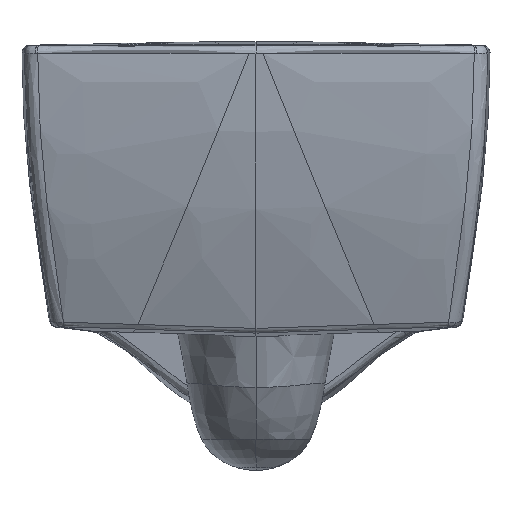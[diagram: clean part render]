
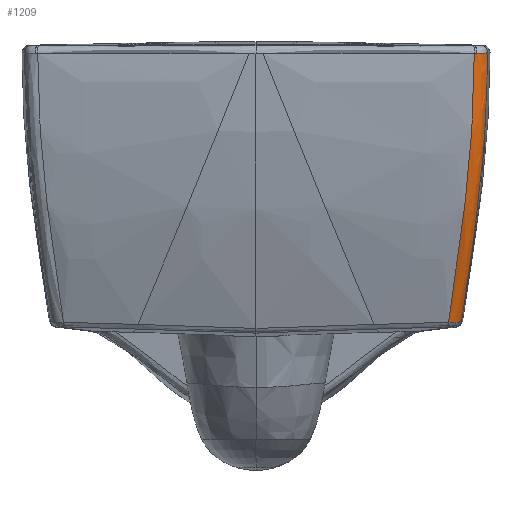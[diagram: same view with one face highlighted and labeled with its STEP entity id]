
A CAD part, front view. The second image highlights one B-rep face of the part: STEP entity #1209.
In plain terms, the highlighted free-form (B-spline) face has degree [3, 2] with [8, 3] control points.
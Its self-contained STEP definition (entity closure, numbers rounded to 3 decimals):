
#193=(
BOUNDED_SURFACE()
B_SPLINE_SURFACE(3,2,((#31427,#31428,#31429),(#31430,#31431,#31432),(#31433,
#31434,#31435),(#31436,#31437,#31438),(#31439,#31440,#31441),(#31442,#31443,
#31444),(#31445,#31446,#31447),(#31448,#31449,#31450)),.UNSPECIFIED.,.F.,
 .F.,.F.)
B_SPLINE_SURFACE_WITH_KNOTS((4,2,2,4),(3,3),(0.,0.5,0.75,1.),(0.,1.),
 .UNSPECIFIED.)
GEOMETRIC_REPRESENTATION_ITEM()
RATIONAL_B_SPLINE_SURFACE(((1.,0.765,1.),(1.,0.762,
1.),(1.,0.758,1.),(1.,0.752,1.),(1.,0.75,
1.),(1.,0.747,1.),(1.,0.746,1.),(1.,0.746,
1.)))
REPRESENTATION_ITEM('')
SURFACE()
);
#622=B_SPLINE_CURVE_WITH_KNOTS('',3,(#31389,#31390,#31391,#31392,#31393,
#31394),.UNSPECIFIED.,.F.,.F.,(4,2,4),(0.,0.5,1.),.UNSPECIFIED.);
#623=B_SPLINE_CURVE_WITH_KNOTS('',3,(#31395,#31396,#31397,#31398),
 .UNSPECIFIED.,.F.,.F.,(4,4),(0.,1.),.UNSPECIFIED.);
#624=B_SPLINE_CURVE_WITH_KNOTS('',3,(#31400,#31401,#31402,#31403),
 .UNSPECIFIED.,.F.,.F.,(4,4),(0.,1.),.UNSPECIFIED.);
#625=B_SPLINE_CURVE_WITH_KNOTS('',3,(#31405,#31406,#31407,#31408,#31409,
#31410),.UNSPECIFIED.,.F.,.F.,(4,2,4),(0.,0.5,1.),.UNSPECIFIED.);
#626=B_SPLINE_CURVE_WITH_KNOTS('',3,(#31412,#31413,#31414,#31415),
 .UNSPECIFIED.,.F.,.F.,(4,4),(0.,1.),.UNSPECIFIED.);
#627=B_SPLINE_CURVE_WITH_KNOTS('',3,(#31416,#31417,#31418,#31419,#31420,
#31421),.UNSPECIFIED.,.F.,.F.,(4,2,4),(0.,0.5,1.),.UNSPECIFIED.);
#628=B_SPLINE_CURVE_WITH_KNOTS('',3,(#31423,#31424,#31425,#31426),
 .UNSPECIFIED.,.F.,.F.,(4,4),(0.,1.),.UNSPECIFIED.);
#1209=ADVANCED_FACE('',(#1576),#193,.T.);
#1576=FACE_OUTER_BOUND('',#1926,.T.);
#1926=EDGE_LOOP('',(#2443,#2444,#2445,#2446,#2447,#2448,#2449));
#2443=ORIENTED_EDGE('',*,*,#4570,.F.);
#2444=ORIENTED_EDGE('',*,*,#4571,.F.);
#2445=ORIENTED_EDGE('',*,*,#4572,.F.);
#2446=ORIENTED_EDGE('',*,*,#4573,.F.);
#2447=ORIENTED_EDGE('',*,*,#4574,.F.);
#2448=ORIENTED_EDGE('',*,*,#4575,.T.);
#2449=ORIENTED_EDGE('',*,*,#4576,.T.);
#4011=VERTEX_POINT('',#27800);
#4018=VERTEX_POINT('',#27849);
#4033=VERTEX_POINT('',#28612);
#4044=VERTEX_POINT('',#31399);
#4045=VERTEX_POINT('',#31404);
#4046=VERTEX_POINT('',#31411);
#4047=VERTEX_POINT('',#31422);
#4570=EDGE_CURVE('',#4033,#4018,#622,.T.);
#4571=EDGE_CURVE('',#4044,#4033,#623,.T.);
#4572=EDGE_CURVE('',#4045,#4044,#624,.T.);
#4573=EDGE_CURVE('',#4046,#4045,#625,.T.);
#4574=EDGE_CURVE('',#4011,#4046,#626,.T.);
#4575=EDGE_CURVE('',#4011,#4047,#627,.T.);
#4576=EDGE_CURVE('',#4047,#4018,#628,.T.);
#27800=CARTESIAN_POINT('',(185.534,-539.664,-5.983));
#27849=CARTESIAN_POINT('',(174.733,-551.441,-6.285));
#28612=CARTESIAN_POINT('',(154.115,-503.327,-221.665));
#31389=CARTESIAN_POINT('',(154.115,-503.327,-221.665));
#31390=CARTESIAN_POINT('',(159.443,-516.574,-187.367));
#31391=CARTESIAN_POINT('',(164.607,-527.689,-152.374));
#31392=CARTESIAN_POINT('',(172.365,-544.339,-80.273));
#31393=CARTESIAN_POINT('',(174.897,-549.789,-43.425));
#31394=CARTESIAN_POINT('',(174.733,-551.441,-6.285));
#31395=CARTESIAN_POINT('',(159.899,-500.921,-221.68));
#31396=CARTESIAN_POINT('',(158.226,-502.235,-221.746));
#31397=CARTESIAN_POINT('',(156.226,-503.067,-221.741));
#31398=CARTESIAN_POINT('',(154.115,-503.327,-221.665));
#31399=CARTESIAN_POINT('',(159.899,-500.921,-221.68));
#31400=CARTESIAN_POINT('',(164.534,-491.836,-220.541));
#31401=CARTESIAN_POINT('',(164.399,-495.347,-221.128));
#31402=CARTESIAN_POINT('',(162.7,-498.722,-221.57));
#31403=CARTESIAN_POINT('',(159.899,-500.921,-221.68));
#31404=CARTESIAN_POINT('',(164.534,-491.836,-220.541));
#31405=CARTESIAN_POINT('',(185.539,-539.61,-7.171));
#31406=CARTESIAN_POINT('',(185.647,-537.901,-43.979));
#31407=CARTESIAN_POINT('',(183.03,-532.497,-80.491));
#31408=CARTESIAN_POINT('',(175.127,-516.008,-151.905));
#31409=CARTESIAN_POINT('',(169.898,-504.999,-186.569));
#31410=CARTESIAN_POINT('',(164.534,-491.836,-220.541));
#31411=CARTESIAN_POINT('',(185.539,-539.61,-7.171));
#31412=CARTESIAN_POINT('',(185.534,-539.664,-5.983));
#31413=CARTESIAN_POINT('',(185.536,-539.646,-6.379));
#31414=CARTESIAN_POINT('',(185.538,-539.628,-6.775));
#31415=CARTESIAN_POINT('',(185.539,-539.61,-7.171));
#31416=CARTESIAN_POINT('',(185.534,-539.664,-5.983));
#31417=CARTESIAN_POINT('',(185.499,-542.301,-6.042));
#31418=CARTESIAN_POINT('',(184.593,-544.854,-6.101));
#31419=CARTESIAN_POINT('',(181.343,-548.986,-6.204));
#31420=CARTESIAN_POINT('',(179.064,-550.474,-6.245));
#31421=CARTESIAN_POINT('',(176.508,-551.127,-6.271));
#31422=CARTESIAN_POINT('',(176.508,-551.127,-6.271));
#31423=CARTESIAN_POINT('',(176.508,-551.127,-6.271));
#31424=CARTESIAN_POINT('',(175.926,-551.276,-6.276));
#31425=CARTESIAN_POINT('',(175.331,-551.381,-6.281));
#31426=CARTESIAN_POINT('',(174.733,-551.441,-6.285));
#31427=CARTESIAN_POINT('',(164.341,-491.362,-221.763));
#31428=CARTESIAN_POINT('',(163.656,-500.803,-225.333));
#31429=CARTESIAN_POINT('',(153.699,-502.289,-224.338));
#31430=CARTESIAN_POINT('',(169.769,-504.725,-187.423));
#31431=CARTESIAN_POINT('',(169.169,-514.432,-190.536));
#31432=CARTESIAN_POINT('',(159.11,-515.831,-189.606));
#31433=CARTESIAN_POINT('',(175.094,-515.942,-152.269));
#31434=CARTESIAN_POINT('',(174.608,-525.924,-154.902));
#31435=CARTESIAN_POINT('',(164.396,-527.236,-154.076));
#31436=CARTESIAN_POINT('',(181.121,-528.513,-97.705));
#31437=CARTESIAN_POINT('',(180.789,-538.836,-99.73));
#31438=CARTESIAN_POINT('',(170.362,-540.04,-99.014));
#31439=CARTESIAN_POINT('',(182.785,-531.974,-79.308));
#31440=CARTESIAN_POINT('',(182.507,-542.409,-81.065));
#31441=CARTESIAN_POINT('',(172.007,-543.571,-80.459));
#31442=CARTESIAN_POINT('',(185.054,-537.204,-42.048));
#31443=CARTESIAN_POINT('',(184.869,-547.825,-43.178));
#31444=CARTESIAN_POINT('',(174.251,-548.913,-42.895));
#31445=CARTESIAN_POINT('',(185.652,-538.95,-23.252));
#31446=CARTESIAN_POINT('',(185.501,-549.633,-24.064));
#31447=CARTESIAN_POINT('',(174.843,-550.7,-23.946));
#31448=CARTESIAN_POINT('',(185.525,-539.733,-4.363));
#31449=CARTESIAN_POINT('',(185.382,-550.433,-4.815));
#31450=CARTESIAN_POINT('',(174.726,-551.499,-4.931));
